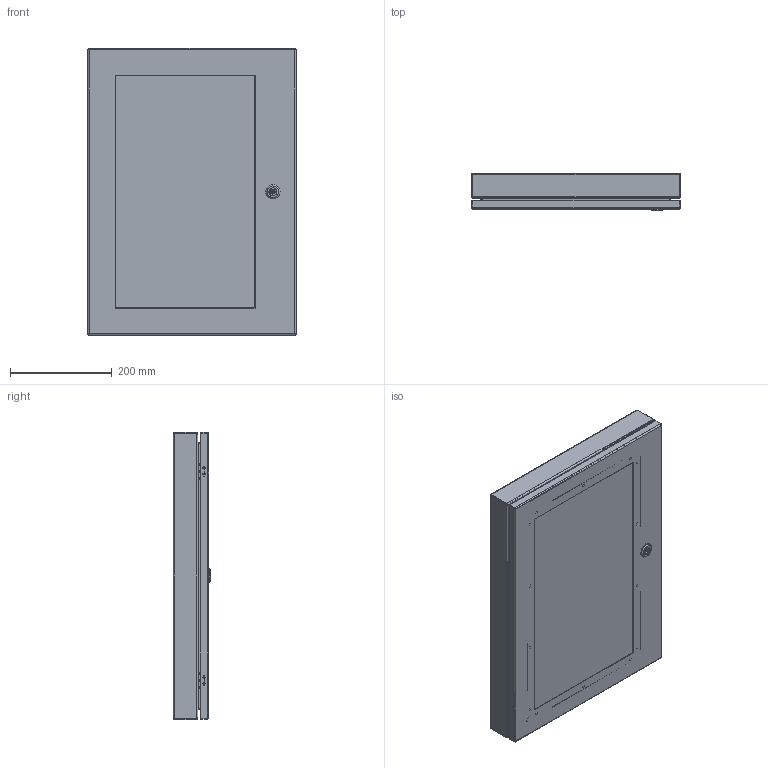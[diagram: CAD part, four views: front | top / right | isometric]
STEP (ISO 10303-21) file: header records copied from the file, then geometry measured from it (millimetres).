
FILE_DESCRIPTION (( 'STEP AP203' ), '1' );
FILE_NAME ('1481WDH2420_Default.step', '2019-11-12T17:26:16', ( '' ), ( '' ), 'SwSTEP 2.0', 'SolidWorks 2019', '' );
FILE_SCHEMA (( 'CONFIG_CONTROL_DESIGN' ));
Length unit declared in the file: inch
Products named in the file (1): 1481WDH2420_Default
Bounding box: 409.96 x 73.91 x 563.63 mm (x, y, z)
Volume: 1549336.6 mm3; surface area: 1095578.1 mm2
Topology: 49 solids, 49 shells, 1140 faces, 2475 edges, 1466 vertices
Faces by surface type: plane 607, cylinder 327, cone 102, bspline 92, torus 12
Entity records: 35567 total; most frequent: CARTESIAN_POINT 11080, DIRECTION 5006, ORIENTED_EDGE 4946, EDGE_CURVE 2473, AXIS2_PLACEMENT_3D 1824, VERTEX_POINT 1466, VECTOR 1358, LINE 1358
